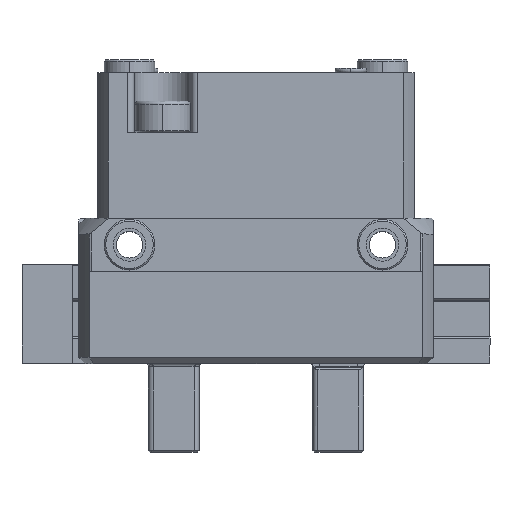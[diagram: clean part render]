
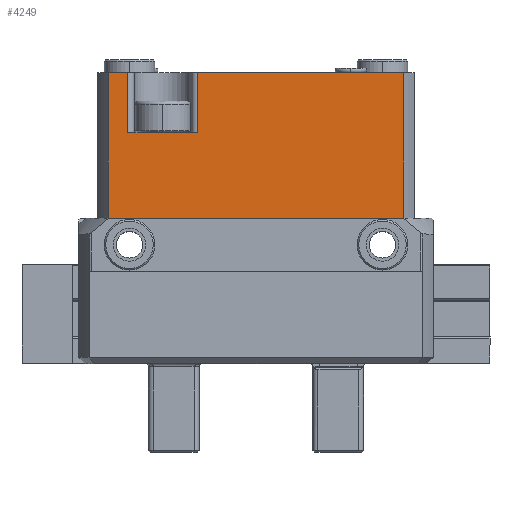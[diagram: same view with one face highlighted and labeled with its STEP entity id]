
A CAD part, top view. The second image highlights one B-rep face of the part: STEP entity #4249.
In plain terms, the highlighted planar face has unit normal (0, 0, 1).
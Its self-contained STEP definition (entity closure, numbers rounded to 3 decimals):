
#307 = CARTESIAN_POINT ( 'NONE',  ( -9.25, 0., 14.95 ) ) ;
#1425 = VECTOR ( 'NONE', #24810, 1000. ) ;
#1883 = VECTOR ( 'NONE', #4802, 1000. ) ;
#2010 = EDGE_CURVE ( 'NONE', #2930, #9170, #14795, .T. ) ;
#2930 = VERTEX_POINT ( 'NONE', #22125 ) ;
#3091 = CARTESIAN_POINT ( 'NONE',  ( -20.25, -9.5, 14.95 ) ) ;
#3316 = EDGE_CURVE ( 'NONE', #5519, #9170, #7531, .T. ) ;
#3598 = DIRECTION ( 'NONE',  ( 1., 0., 0. ) ) ;
#3890 = EDGE_CURVE ( 'NONE', #12998, #21729, #9520, .T. ) ;
#4144 = DIRECTION ( 'NONE',  ( 0., -1., 0. ) ) ;
#4249 = ADVANCED_FACE ( 'NONE', ( #29686 ), #30768, .T. ) ;
#4625 = CARTESIAN_POINT ( 'NONE',  ( 23.379, -23., 14.95 ) ) ;
#4802 = DIRECTION ( 'NONE',  ( 0., 1., 0. ) ) ;
#4933 = EDGE_CURVE ( 'NONE', #21729, #16163, #5978, .T. ) ;
#5519 = VERTEX_POINT ( 'NONE', #10359 ) ;
#5690 = VECTOR ( 'NONE', #7245, 1000. ) ;
#5978 = LINE ( 'NONE', #21861, #30159 ) ;
#6283 = EDGE_CURVE ( 'NONE', #16163, #24539, #20029, .T. ) ;
#7245 = DIRECTION ( 'NONE',  ( 1., 0., 0. ) ) ;
#7531 = LINE ( 'NONE', #22089, #13012 ) ;
#7886 = DIRECTION ( 'NONE',  ( 1., 0., 0. ) ) ;
#7966 = CARTESIAN_POINT ( 'NONE',  ( 0., 0., 14.95 ) ) ;
#8523 = CARTESIAN_POINT ( 'NONE',  ( -25., -23., 14.95 ) ) ;
#8552 = EDGE_CURVE ( 'NONE', #12998, #5519, #8888, .T. ) ;
#8888 = LINE ( 'NONE', #7966, #5690 ) ;
#9170 = VERTEX_POINT ( 'NONE', #4625 ) ;
#9514 = CARTESIAN_POINT ( 'NONE',  ( -9.25, -9.5, 14.95 ) ) ;
#9520 = LINE ( 'NONE', #11399, #18098 ) ;
#9568 = ORIENTED_EDGE ( 'NONE', *, *, #31348, .F. ) ;
#10359 = CARTESIAN_POINT ( 'NONE',  ( 23.379, 0., 14.95 ) ) ;
#10453 = AXIS2_PLACEMENT_3D ( 'NONE', #28205, #27962, #27591 ) ;
#10878 = CARTESIAN_POINT ( 'NONE',  ( -23.379, 0., 14.95 ) ) ;
#11382 = VECTOR ( 'NONE', #7886, 1000. ) ;
#11399 = CARTESIAN_POINT ( 'NONE',  ( -9.25, -23., 14.95 ) ) ;
#11439 = CARTESIAN_POINT ( 'NONE',  ( -20.25, 0., 14.95 ) ) ;
#12428 = ORIENTED_EDGE ( 'NONE', *, *, #8552, .F. ) ;
#12603 = VECTOR ( 'NONE', #3598, 1000. ) ;
#12998 = VERTEX_POINT ( 'NONE', #307 ) ;
#13012 = VECTOR ( 'NONE', #19909, 1000. ) ;
#14795 = LINE ( 'NONE', #8523, #11382 ) ;
#14954 = LINE ( 'NONE', #26023, #1425 ) ;
#16163 = VERTEX_POINT ( 'NONE', #3091 ) ;
#18098 = VECTOR ( 'NONE', #4144, 1000. ) ;
#18296 = ORIENTED_EDGE ( 'NONE', *, *, #19456, .T. ) ;
#18757 = CARTESIAN_POINT ( 'NONE',  ( 0., 0., 14.95 ) ) ;
#19456 = EDGE_CURVE ( 'NONE', #27625, #2930, #14954, .T. ) ;
#19909 = DIRECTION ( 'NONE',  ( 0., -1., 0. ) ) ;
#20029 = LINE ( 'NONE', #25292, #1883 ) ;
#20668 = ORIENTED_EDGE ( 'NONE', *, *, #6283, .T. ) ;
#21729 = VERTEX_POINT ( 'NONE', #9514 ) ;
#21861 = CARTESIAN_POINT ( 'NONE',  ( -25., -9.5, 14.95 ) ) ;
#22089 = CARTESIAN_POINT ( 'NONE',  ( 23.379, 0., 14.95 ) ) ;
#22125 = CARTESIAN_POINT ( 'NONE',  ( -23.379, -23., 14.95 ) ) ;
#22198 = ORIENTED_EDGE ( 'NONE', *, *, #2010, .T. ) ;
#22255 = DIRECTION ( 'NONE',  ( -1., 0., 0. ) ) ;
#24539 = VERTEX_POINT ( 'NONE', #11439 ) ;
#24708 = ORIENTED_EDGE ( 'NONE', *, *, #4933, .T. ) ;
#24810 = DIRECTION ( 'NONE',  ( 0., -1., 0. ) ) ;
#25292 = CARTESIAN_POINT ( 'NONE',  ( -20.25, -23., 14.95 ) ) ;
#26023 = CARTESIAN_POINT ( 'NONE',  ( -23.379, -23., 14.95 ) ) ;
#27591 = DIRECTION ( 'NONE',  ( 1., 0., 0. ) ) ;
#27625 = VERTEX_POINT ( 'NONE', #10878 ) ;
#27672 = ORIENTED_EDGE ( 'NONE', *, *, #3316, .F. ) ;
#27962 = DIRECTION ( 'NONE',  ( 0., 0., 1. ) ) ;
#28205 = CARTESIAN_POINT ( 'NONE',  ( -25., -23., 14.95 ) ) ;
#28572 = ORIENTED_EDGE ( 'NONE', *, *, #3890, .T. ) ;
#29686 = FACE_OUTER_BOUND ( 'NONE', #30333, .T. ) ;
#30159 = VECTOR ( 'NONE', #22255, 1000. ) ;
#30333 = EDGE_LOOP ( 'NONE', ( #9568, #18296, #22198, #27672, #12428, #28572, #24708, #20668 ) ) ;
#30768 = PLANE ( 'NONE',  #10453 ) ;
#31348 = EDGE_CURVE ( 'NONE', #27625, #24539, #31703, .T. ) ;
#31703 = LINE ( 'NONE', #18757, #12603 ) ;
